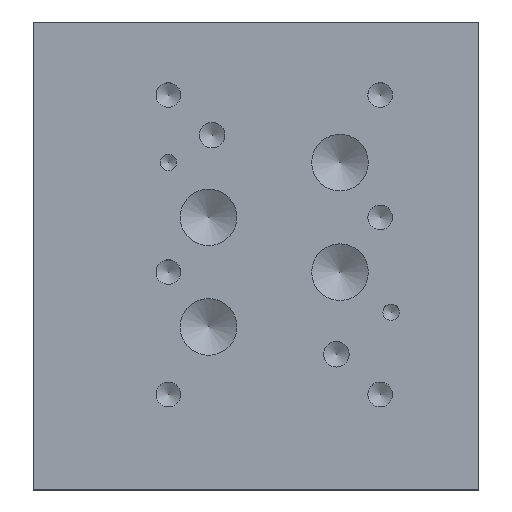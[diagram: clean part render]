
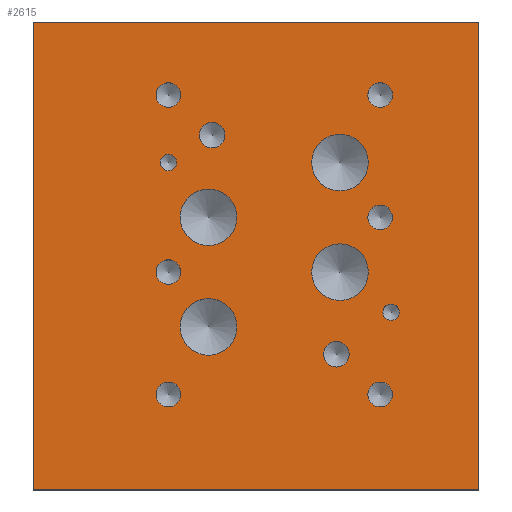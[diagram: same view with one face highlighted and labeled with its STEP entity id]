
A CAD part, top view. The second image highlights one B-rep face of the part: STEP entity #2615.
In plain terms, the highlighted planar face has unit normal (0, 0, 1).
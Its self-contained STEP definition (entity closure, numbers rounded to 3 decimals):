
#247=CARTESIAN_POINT('',(83.337,154.,152.4));
#248=VERTEX_POINT('',#247);
#249=CARTESIAN_POINT('',(77.775,154.,152.4));
#250=DIRECTION('',(0.0,0.0,-1.0));
#251=DIRECTION('',(1.0,0.0,0.0));
#252=AXIS2_PLACEMENT_3D('',#249,#250,#251);
#253=CIRCLE('',#252,5.563);
#254=EDGE_CURVE('',#248,#248,#253,.T.);
#1856=CARTESIAN_POINT('',(137.325,58.745,152.4));
#1857=VERTEX_POINT('',#1856);
#1858=CARTESIAN_POINT('',(131.762,58.745,152.4));
#1859=DIRECTION('',(0.0,0.0,-1.0));
#1860=DIRECTION('',(1.0,0.0,0.0));
#1861=AXIS2_PLACEMENT_3D('',#1858,#1859,#1860);
#1862=CIRCLE('',#1861,5.563);
#1863=EDGE_CURVE('',#1857,#1857,#1862,.T.);
#1893=CARTESIAN_POINT('',(88.506,70.637,152.4));
#1894=VERTEX_POINT('',#1893);
#1895=CARTESIAN_POINT('',(76.2,70.637,152.4));
#1896=DIRECTION('',(0.0,0.0,-1.0));
#1897=DIRECTION('',(1.0,0.0,0.0));
#1898=AXIS2_PLACEMENT_3D('',#1895,#1896,#1897);
#1899=CIRCLE('',#1898,12.306);
#1900=EDGE_CURVE('',#1894,#1894,#1899,.T.);
#1930=CARTESIAN_POINT('',(88.506,118.288,152.4));
#1931=VERTEX_POINT('',#1930);
#1932=CARTESIAN_POINT('',(76.2,118.288,152.4));
#1933=DIRECTION('',(0.0,0.0,-1.0));
#1934=DIRECTION('',(1.0,0.0,0.0));
#1935=AXIS2_PLACEMENT_3D('',#1932,#1933,#1934);
#1936=CIRCLE('',#1935,12.306);
#1937=EDGE_CURVE('',#1931,#1931,#1936,.T.);
#1967=CARTESIAN_POINT('',(145.656,142.088,152.4));
#1968=VERTEX_POINT('',#1967);
#1969=CARTESIAN_POINT('',(133.35,142.088,152.4));
#1970=DIRECTION('',(0.0,0.0,-1.0));
#1971=DIRECTION('',(1.0,0.0,0.0));
#1972=AXIS2_PLACEMENT_3D('',#1969,#1970,#1971);
#1973=CIRCLE('',#1972,12.306);
#1974=EDGE_CURVE('',#1968,#1968,#1973,.T.);
#2004=CARTESIAN_POINT('',(145.656,94.463,152.4));
#2005=VERTEX_POINT('',#2004);
#2006=CARTESIAN_POINT('',(133.35,94.463,152.4));
#2007=DIRECTION('',(0.0,0.0,-1.0));
#2008=DIRECTION('',(1.0,0.0,0.0));
#2009=AXIS2_PLACEMENT_3D('',#2006,#2007,#2008);
#2010=CIRCLE('',#2009,12.306);
#2011=EDGE_CURVE('',#2005,#2005,#2010,.T.);
#2041=CARTESIAN_POINT('',(159.144,77.013,152.4));
#2042=VERTEX_POINT('',#2041);
#2043=CARTESIAN_POINT('',(155.575,77.013,152.4));
#2044=DIRECTION('',(0.0,0.0,-1.0));
#2045=DIRECTION('',(1.0,0.0,0.0));
#2046=AXIS2_PLACEMENT_3D('',#2043,#2044,#2045);
#2047=CIRCLE('',#2046,3.569);
#2048=EDGE_CURVE('',#2042,#2042,#2047,.T.);
#2078=CARTESIAN_POINT('',(62.294,142.088,152.4));
#2079=VERTEX_POINT('',#2078);
#2080=CARTESIAN_POINT('',(58.725,142.088,152.4));
#2081=DIRECTION('',(0.0,0.0,-1.0));
#2082=DIRECTION('',(1.0,0.0,0.0));
#2083=AXIS2_PLACEMENT_3D('',#2080,#2081,#2082);
#2084=CIRCLE('',#2083,3.569);
#2085=EDGE_CURVE('',#2079,#2079,#2084,.T.);
#2115=CARTESIAN_POINT('',(64.11,94.463,152.4));
#2116=VERTEX_POINT('',#2115);
#2117=CARTESIAN_POINT('',(58.75,94.463,152.4));
#2118=DIRECTION('',(0.0,0.0,-1.0));
#2119=DIRECTION('',(1.0,0.0,0.0));
#2120=AXIS2_PLACEMENT_3D('',#2117,#2118,#2119);
#2121=CIRCLE('',#2120,5.359);
#2122=EDGE_CURVE('',#2116,#2116,#2121,.T.);
#2152=CARTESIAN_POINT('',(64.097,41.283,152.4));
#2153=VERTEX_POINT('',#2152);
#2154=CARTESIAN_POINT('',(58.738,41.283,152.4));
#2155=DIRECTION('',(0.0,0.0,-1.0));
#2156=DIRECTION('',(1.0,0.0,0.0));
#2157=AXIS2_PLACEMENT_3D('',#2154,#2155,#2156);
#2158=CIRCLE('',#2157,5.359);
#2159=EDGE_CURVE('',#2153,#2153,#2158,.T.);
#2189=CARTESIAN_POINT('',(156.172,41.283,152.4));
#2190=VERTEX_POINT('',#2189);
#2191=CARTESIAN_POINT('',(150.813,41.283,152.4));
#2192=DIRECTION('',(0.0,0.0,-1.0));
#2193=DIRECTION('',(1.0,0.0,0.0));
#2194=AXIS2_PLACEMENT_3D('',#2191,#2192,#2193);
#2195=CIRCLE('',#2194,5.359);
#2196=EDGE_CURVE('',#2190,#2190,#2195,.T.);
#2226=CARTESIAN_POINT('',(156.185,118.275,152.4));
#2227=VERTEX_POINT('',#2226);
#2228=CARTESIAN_POINT('',(150.825,118.275,152.4));
#2229=DIRECTION('',(0.0,0.0,-1.0));
#2230=DIRECTION('',(1.0,0.0,0.0));
#2231=AXIS2_PLACEMENT_3D('',#2228,#2229,#2230);
#2232=CIRCLE('',#2231,5.359);
#2233=EDGE_CURVE('',#2227,#2227,#2232,.T.);
#2263=CARTESIAN_POINT('',(156.172,171.455,152.4));
#2264=VERTEX_POINT('',#2263);
#2265=CARTESIAN_POINT('',(150.813,171.455,152.4));
#2266=DIRECTION('',(0.0,0.0,-1.0));
#2267=DIRECTION('',(1.0,0.0,0.0));
#2268=AXIS2_PLACEMENT_3D('',#2265,#2266,#2267);
#2269=CIRCLE('',#2268,5.359);
#2270=EDGE_CURVE('',#2264,#2264,#2269,.T.);
#2300=CARTESIAN_POINT('',(64.084,171.45,152.4));
#2301=VERTEX_POINT('',#2300);
#2302=CARTESIAN_POINT('',(58.725,171.45,152.4));
#2303=DIRECTION('',(0.0,0.0,-1.0));
#2304=DIRECTION('',(1.0,0.0,0.0));
#2305=AXIS2_PLACEMENT_3D('',#2302,#2303,#2304);
#2306=CIRCLE('',#2305,5.359);
#2307=EDGE_CURVE('',#2301,#2301,#2306,.T.);
#2320=CARTESIAN_POINT('',(0.0,0.0,152.4));
#2321=VERTEX_POINT('',#2320);
#2322=CARTESIAN_POINT('',(0.0,203.2,152.4));
#2323=VERTEX_POINT('',#2322);
#2324=CARTESIAN_POINT('',(0.0,0.0,152.4));
#2325=DIRECTION('',(0.0,1.0,0.0));
#2326=VECTOR('',#2325,203.2);
#2327=LINE('',#2324,#2326);
#2328=EDGE_CURVE('',#2321,#2323,#2327,.T.);
#2396=CARTESIAN_POINT('',(193.675,203.2,152.4));
#2397=VERTEX_POINT('',#2396);
#2398=CARTESIAN_POINT('',(0.0,203.2,152.4));
#2399=DIRECTION('',(1.0,0.0,0.0));
#2400=VECTOR('',#2399,193.675);
#2401=LINE('',#2398,#2400);
#2402=EDGE_CURVE('',#2323,#2397,#2401,.T.);
#2430=CARTESIAN_POINT('',(193.675,0.0,152.4));
#2431=VERTEX_POINT('',#2430);
#2432=CARTESIAN_POINT('',(193.675,203.2,152.4));
#2433=DIRECTION('',(0.0,-1.0,0.0));
#2434=VECTOR('',#2433,203.2);
#2435=LINE('',#2432,#2434);
#2436=EDGE_CURVE('',#2397,#2431,#2435,.T.);
#2497=CARTESIAN_POINT('',(193.675,0.0,152.4));
#2498=DIRECTION('',(-1.0,0.0,0.0));
#2499=VECTOR('',#2498,193.675);
#2500=LINE('',#2497,#2499);
#2501=EDGE_CURVE('',#2431,#2321,#2500,.T.);
#2562=CARTESIAN_POINT('',(96.838,101.6,152.4));
#2563=DIRECTION('',(0.0,0.0,1.0));
#2564=DIRECTION('',(1.0,0.0,0.0));
#2565=AXIS2_PLACEMENT_3D('',#2562,#2563,#2564);
#2566=PLANE('',#2565);
#2567=ORIENTED_EDGE('',*,*,#2328,.F.);
#2568=ORIENTED_EDGE('',*,*,#2501,.F.);
#2569=ORIENTED_EDGE('',*,*,#2436,.F.);
#2570=ORIENTED_EDGE('',*,*,#2402,.F.);
#2571=EDGE_LOOP('',(#2567,#2568,#2569,#2570));
#2572=FACE_OUTER_BOUND('',#2571,.T.);
#2573=ORIENTED_EDGE('',*,*,#254,.T.);
#2574=EDGE_LOOP('',(#2573));
#2575=FACE_BOUND('',#2574,.T.);
#2576=ORIENTED_EDGE('',*,*,#1863,.T.);
#2577=EDGE_LOOP('',(#2576));
#2578=FACE_BOUND('',#2577,.T.);
#2579=ORIENTED_EDGE('',*,*,#1900,.T.);
#2580=EDGE_LOOP('',(#2579));
#2581=FACE_BOUND('',#2580,.T.);
#2582=ORIENTED_EDGE('',*,*,#1937,.T.);
#2583=EDGE_LOOP('',(#2582));
#2584=FACE_BOUND('',#2583,.T.);
#2585=ORIENTED_EDGE('',*,*,#1974,.T.);
#2586=EDGE_LOOP('',(#2585));
#2587=FACE_BOUND('',#2586,.T.);
#2588=ORIENTED_EDGE('',*,*,#2011,.T.);
#2589=EDGE_LOOP('',(#2588));
#2590=FACE_BOUND('',#2589,.T.);
#2591=ORIENTED_EDGE('',*,*,#2048,.T.);
#2592=EDGE_LOOP('',(#2591));
#2593=FACE_BOUND('',#2592,.T.);
#2594=ORIENTED_EDGE('',*,*,#2085,.T.);
#2595=EDGE_LOOP('',(#2594));
#2596=FACE_BOUND('',#2595,.T.);
#2597=ORIENTED_EDGE('',*,*,#2122,.T.);
#2598=EDGE_LOOP('',(#2597));
#2599=FACE_BOUND('',#2598,.T.);
#2600=ORIENTED_EDGE('',*,*,#2159,.T.);
#2601=EDGE_LOOP('',(#2600));
#2602=FACE_BOUND('',#2601,.T.);
#2603=ORIENTED_EDGE('',*,*,#2196,.T.);
#2604=EDGE_LOOP('',(#2603));
#2605=FACE_BOUND('',#2604,.T.);
#2606=ORIENTED_EDGE('',*,*,#2233,.T.);
#2607=EDGE_LOOP('',(#2606));
#2608=FACE_BOUND('',#2607,.T.);
#2609=ORIENTED_EDGE('',*,*,#2270,.T.);
#2610=EDGE_LOOP('',(#2609));
#2611=FACE_BOUND('',#2610,.T.);
#2612=ORIENTED_EDGE('',*,*,#2307,.T.);
#2613=EDGE_LOOP('',(#2612));
#2614=FACE_BOUND('',#2613,.T.);
#2615=ADVANCED_FACE('',(#2572,#2575,#2578,#2581,#2584,#2587,#2590,#2593,#2596,#2599,#2602,#2605,#2608,#2611,#2614),#2566,.T.);
